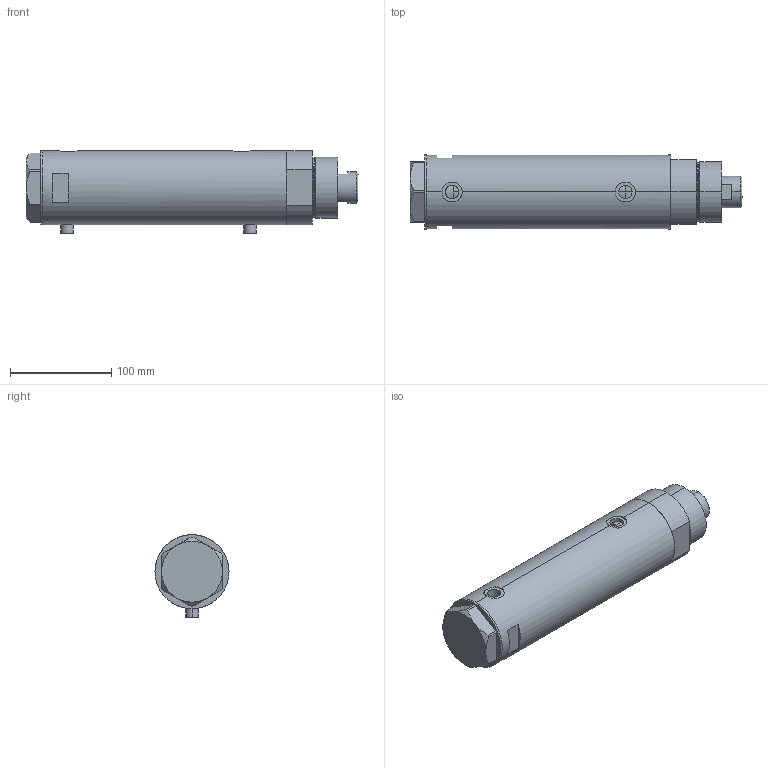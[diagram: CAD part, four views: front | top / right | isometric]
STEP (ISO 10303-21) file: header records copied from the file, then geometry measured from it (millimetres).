
FILE_DESCRIPTION (( 'STEP AP203' ), '1' );
FILE_NAME ('e7d3.STEP', '2023-05-18T13:26:34', ( '' ), ( '' ), 'SwSTEP 2.0', 'SolidWorks 2019', '' );
FILE_SCHEMA (( 'CONFIG_CONTROL_DESIGN' ));
Length unit declared in the file: millimetre
Products named in the file (5): V270CG_FRONT d5de5cef395aafcc655caab00859269a; e7d3; V270CG_VC d5de5cef395aafcc655caab00859269a; V270CG_MIDDLE d5de5cef395aafcc655caab00859269a; V270CG_BACK d5de5cef395aafcc655caab00859269a
Assembly tree (4 placements, depth 2):
  e7d3
    V270CG_MIDDLE d5de5cef395aafcc655caab00859269a
    V270CG_BACK d5de5cef395aafcc655caab00859269a
    V270CG_FRONT d5de5cef395aafcc655caab00859269a
    V270CG_VC d5de5cef395aafcc655caab00859269a
Bounding box: 327.5 x 73 x 81.5 mm (x, y, z)
Volume: 1145131.6 mm3; surface area: 184996.4 mm2
Topology: 4 solids, 4 shells, 125 faces, 294 edges, 181 vertices
Faces by surface type: cylinder 55, plane 50, cone 16, torus 4
Entity records: 4765 total; most frequent: CARTESIAN_POINT 1349, DIRECTION 636, ORIENTED_EDGE 584, EDGE_CURVE 292, AXIS2_PLACEMENT_3D 256, VERTEX_POINT 181, EDGE_LOOP 143, ADVANCED_FACE 125
